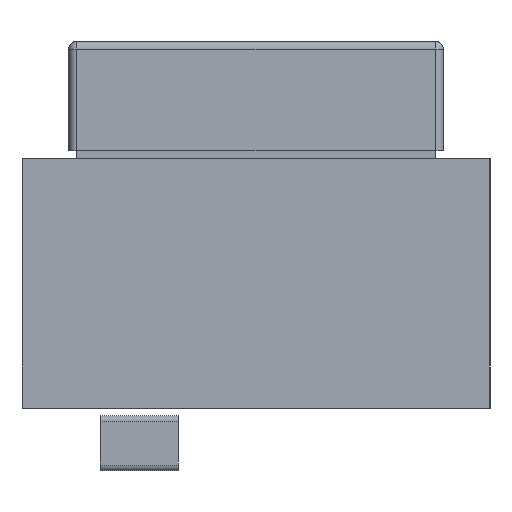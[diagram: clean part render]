
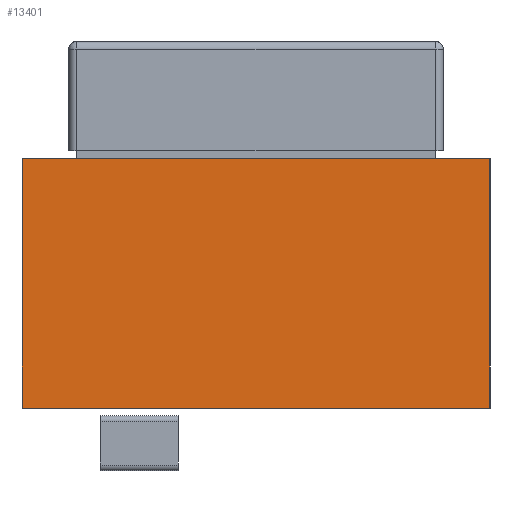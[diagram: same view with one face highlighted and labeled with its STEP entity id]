
A CAD part, left-side view. The second image highlights one B-rep face of the part: STEP entity #13401.
In plain terms, the highlighted planar face has unit normal (-1, 0, 0).
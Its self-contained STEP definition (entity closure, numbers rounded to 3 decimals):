
#13138 = EDGE_CURVE('',#13139,#13141,#13143,.T.);
#13139 = VERTEX_POINT('',#13140);
#13140 = CARTESIAN_POINT('',(87.,-131.8,0.));
#13141 = VERTEX_POINT('',#13142);
#13142 = CARTESIAN_POINT('',(87.,-131.8,1.6));
#13143 = SURFACE_CURVE('',#13144,(#13148,#13160),.PCURVE_S1.);
#13144 = LINE('',#13145,#13146);
#13145 = CARTESIAN_POINT('',(87.,-131.8,0.));
#13146 = VECTOR('',#13147,1.);
#13147 = DIRECTION('',(0.,0.,1.));
#13148 = PCURVE('',#13149,#13154);
#13149 = PLANE('',#13150);
#13150 = AXIS2_PLACEMENT_3D('',#13151,#13152,#13153);
#13151 = CARTESIAN_POINT('',(87.,-131.8,0.));
#13152 = DIRECTION('',(0.,1.,0.));
#13153 = DIRECTION('',(1.,0.,0.));
#13154 = DEFINITIONAL_REPRESENTATION('',(#13155),#13159);
#13155 = LINE('',#13156,#13157);
#13156 = CARTESIAN_POINT('',(0.,0.));
#13157 = VECTOR('',#13158,1.);
#13158 = DIRECTION('',(0.,-1.));
#13159 = ( GEOMETRIC_REPRESENTATION_CONTEXT(2) 
PARAMETRIC_REPRESENTATION_CONTEXT() REPRESENTATION_CONTEXT('2D SPACE',''
  ) );
#13160 = PCURVE('',#13161,#13166);
#13161 = PLANE('',#13162);
#13162 = AXIS2_PLACEMENT_3D('',#13163,#13164,#13165);
#13163 = CARTESIAN_POINT('',(87.,-134.8,0.));
#13164 = DIRECTION('',(-1.,0.,0.));
#13165 = DIRECTION('',(0.,1.,0.));
#13166 = DEFINITIONAL_REPRESENTATION('',(#13167),#13171);
#13167 = LINE('',#13168,#13169);
#13168 = CARTESIAN_POINT('',(3.,0.));
#13169 = VECTOR('',#13170,1.);
#13170 = DIRECTION('',(0.,-1.));
#13171 = ( GEOMETRIC_REPRESENTATION_CONTEXT(2) 
PARAMETRIC_REPRESENTATION_CONTEXT() REPRESENTATION_CONTEXT('2D SPACE',''
  ) );
#13189 = PLANE('',#13190);
#13190 = AXIS2_PLACEMENT_3D('',#13191,#13192,#13193);
#13191 = CARTESIAN_POINT('',(89.5,-133.3,1.6));
#13192 = DIRECTION('',(-0.,-0.,-1.));
#13193 = DIRECTION('',(-1.,0.,0.));
#13243 = PLANE('',#13244);
#13244 = AXIS2_PLACEMENT_3D('',#13245,#13246,#13247);
#13245 = CARTESIAN_POINT('',(89.5,-133.3,0.));
#13246 = DIRECTION('',(-0.,-0.,-1.));
#13247 = DIRECTION('',(-1.,0.,0.));
#13298 = PLANE('',#13299);
#13299 = AXIS2_PLACEMENT_3D('',#13300,#13301,#13302);
#13300 = CARTESIAN_POINT('',(92.,-134.8,0.));
#13301 = DIRECTION('',(0.,-1.,0.));
#13302 = DIRECTION('',(-1.,0.,0.));
#13336 = VERTEX_POINT('',#13337);
#13337 = CARTESIAN_POINT('',(87.,-134.8,1.6));
#13358 = EDGE_CURVE('',#13359,#13336,#13361,.T.);
#13359 = VERTEX_POINT('',#13360);
#13360 = CARTESIAN_POINT('',(87.,-134.8,0.));
#13361 = SURFACE_CURVE('',#13362,(#13366,#13373),.PCURVE_S1.);
#13362 = LINE('',#13363,#13364);
#13363 = CARTESIAN_POINT('',(87.,-134.8,0.));
#13364 = VECTOR('',#13365,1.);
#13365 = DIRECTION('',(0.,0.,1.));
#13366 = PCURVE('',#13298,#13367);
#13367 = DEFINITIONAL_REPRESENTATION('',(#13368),#13372);
#13368 = LINE('',#13369,#13370);
#13369 = CARTESIAN_POINT('',(5.,0.));
#13370 = VECTOR('',#13371,1.);
#13371 = DIRECTION('',(0.,-1.));
#13372 = ( GEOMETRIC_REPRESENTATION_CONTEXT(2) 
PARAMETRIC_REPRESENTATION_CONTEXT() REPRESENTATION_CONTEXT('2D SPACE',''
  ) );
#13373 = PCURVE('',#13161,#13374);
#13374 = DEFINITIONAL_REPRESENTATION('',(#13375),#13379);
#13375 = LINE('',#13376,#13377);
#13376 = CARTESIAN_POINT('',(0.,0.));
#13377 = VECTOR('',#13378,1.);
#13378 = DIRECTION('',(0.,-1.));
#13379 = ( GEOMETRIC_REPRESENTATION_CONTEXT(2) 
PARAMETRIC_REPRESENTATION_CONTEXT() REPRESENTATION_CONTEXT('2D SPACE',''
  ) );
#13401 = ADVANCED_FACE('',(#13402),#13161,.T.);
#13402 = FACE_BOUND('',#13403,.T.);
#13403 = EDGE_LOOP('',(#13404,#13405,#13426,#13427));
#13404 = ORIENTED_EDGE('',*,*,#13358,.T.);
#13405 = ORIENTED_EDGE('',*,*,#13406,.T.);
#13406 = EDGE_CURVE('',#13336,#13141,#13407,.T.);
#13407 = SURFACE_CURVE('',#13408,(#13412,#13419),.PCURVE_S1.);
#13408 = LINE('',#13409,#13410);
#13409 = CARTESIAN_POINT('',(87.,-134.8,1.6));
#13410 = VECTOR('',#13411,1.);
#13411 = DIRECTION('',(0.,1.,0.));
#13412 = PCURVE('',#13161,#13413);
#13413 = DEFINITIONAL_REPRESENTATION('',(#13414),#13418);
#13414 = LINE('',#13415,#13416);
#13415 = CARTESIAN_POINT('',(0.,-1.6));
#13416 = VECTOR('',#13417,1.);
#13417 = DIRECTION('',(1.,0.));
#13418 = ( GEOMETRIC_REPRESENTATION_CONTEXT(2) 
PARAMETRIC_REPRESENTATION_CONTEXT() REPRESENTATION_CONTEXT('2D SPACE',''
  ) );
#13419 = PCURVE('',#13189,#13420);
#13420 = DEFINITIONAL_REPRESENTATION('',(#13421),#13425);
#13421 = LINE('',#13422,#13423);
#13422 = CARTESIAN_POINT('',(2.5,-1.5));
#13423 = VECTOR('',#13424,1.);
#13424 = DIRECTION('',(0.,1.));
#13425 = ( GEOMETRIC_REPRESENTATION_CONTEXT(2) 
PARAMETRIC_REPRESENTATION_CONTEXT() REPRESENTATION_CONTEXT('2D SPACE',''
  ) );
#13426 = ORIENTED_EDGE('',*,*,#13138,.F.);
#13427 = ORIENTED_EDGE('',*,*,#13428,.F.);
#13428 = EDGE_CURVE('',#13359,#13139,#13429,.T.);
#13429 = SURFACE_CURVE('',#13430,(#13434,#13441),.PCURVE_S1.);
#13430 = LINE('',#13431,#13432);
#13431 = CARTESIAN_POINT('',(87.,-134.8,0.));
#13432 = VECTOR('',#13433,1.);
#13433 = DIRECTION('',(0.,1.,0.));
#13434 = PCURVE('',#13161,#13435);
#13435 = DEFINITIONAL_REPRESENTATION('',(#13436),#13440);
#13436 = LINE('',#13437,#13438);
#13437 = CARTESIAN_POINT('',(0.,0.));
#13438 = VECTOR('',#13439,1.);
#13439 = DIRECTION('',(1.,0.));
#13440 = ( GEOMETRIC_REPRESENTATION_CONTEXT(2) 
PARAMETRIC_REPRESENTATION_CONTEXT() REPRESENTATION_CONTEXT('2D SPACE',''
  ) );
#13441 = PCURVE('',#13243,#13442);
#13442 = DEFINITIONAL_REPRESENTATION('',(#13443),#13447);
#13443 = LINE('',#13444,#13445);
#13444 = CARTESIAN_POINT('',(2.5,-1.5));
#13445 = VECTOR('',#13446,1.);
#13446 = DIRECTION('',(0.,1.));
#13447 = ( GEOMETRIC_REPRESENTATION_CONTEXT(2) 
PARAMETRIC_REPRESENTATION_CONTEXT() REPRESENTATION_CONTEXT('2D SPACE',''
  ) );
